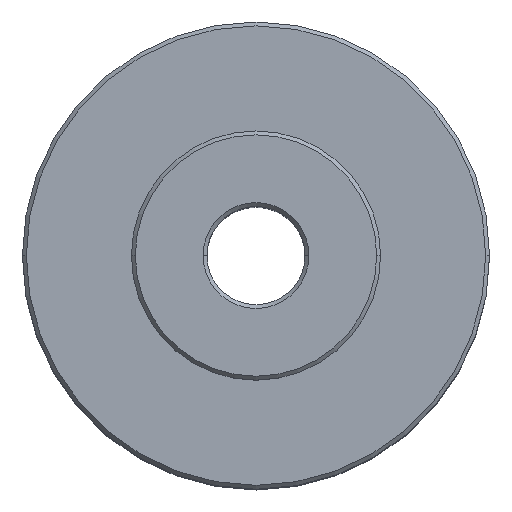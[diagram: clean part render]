
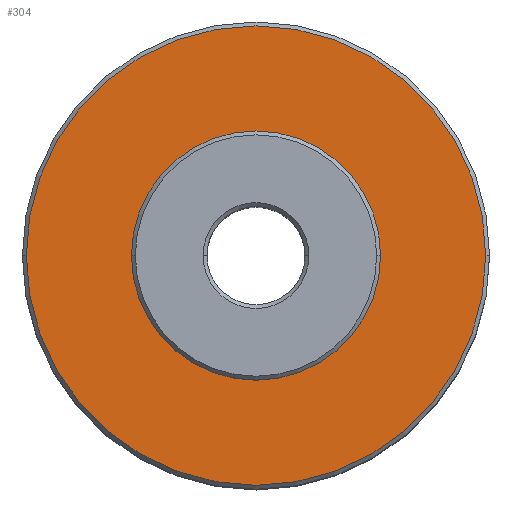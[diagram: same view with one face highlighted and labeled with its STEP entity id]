
A CAD part, top view. The second image highlights one B-rep face of the part: STEP entity #304.
In plain terms, the highlighted planar face has unit normal (0, 0, 1).
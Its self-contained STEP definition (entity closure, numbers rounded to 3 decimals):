
#48 = ORIENTED_EDGE ( 'NONE', *, *, #1548, .F. ) ;
#76 = DIRECTION ( 'NONE',  ( 0., 0., 1. ) ) ;
#120 = ORIENTED_EDGE ( 'NONE', *, *, #2168, .T. ) ;
#198 = CIRCLE ( 'NONE', #3447, 7.375 ) ;
#304 = ADVANCED_FACE ( 'NONE', ( #659, #2119 ), #1826, .T. ) ;
#422 = DIRECTION ( 'NONE',  ( 0., 0., 1. ) ) ;
#613 = VERTEX_POINT ( 'NONE', #1000 ) ;
#659 = FACE_OUTER_BOUND ( 'NONE', #2791, .T. ) ;
#696 = CARTESIAN_POINT ( 'NONE',  ( -1.5, -5.73, 7.438 ) ) ;
#738 = CIRCLE ( 'NONE', #1533, 7.375 ) ;
#768 = CARTESIAN_POINT ( 'NONE',  ( -5.5, -5.73, 7.438 ) ) ;
#826 = CIRCLE ( 'NONE', #1862, 4. ) ;
#932 = CARTESIAN_POINT ( 'NONE',  ( -1.5, -5.73, 7.438 ) ) ;
#950 = DIRECTION ( 'NONE',  ( 1., 0., 0. ) ) ;
#953 = VERTEX_POINT ( 'NONE', #768 ) ;
#962 = DIRECTION ( 'NONE',  ( 1., 0., 0. ) ) ;
#1000 = CARTESIAN_POINT ( 'NONE',  ( 5.875, -5.73, 7.438 ) ) ;
#1030 = ORIENTED_EDGE ( 'NONE', *, *, #2821, .T. ) ;
#1219 = DIRECTION ( 'NONE',  ( 0., 0., 1. ) ) ;
#1249 = DIRECTION ( 'NONE',  ( 1., 0., 0. ) ) ;
#1533 = AXIS2_PLACEMENT_3D ( 'NONE', #2934, #3535, #962 ) ;
#1548 = EDGE_CURVE ( 'NONE', #953, #1969, #826, .T. ) ;
#1765 = CARTESIAN_POINT ( 'NONE',  ( -8.875, -5.73, 7.438 ) ) ;
#1826 = PLANE ( 'NONE',  #2509 ) ;
#1862 = AXIS2_PLACEMENT_3D ( 'NONE', #3422, #2867, #3771 ) ;
#1887 = EDGE_CURVE ( 'NONE', #1969, #953, #2977, .T. ) ;
#1969 = VERTEX_POINT ( 'NONE', #2893 ) ;
#2119 = FACE_BOUND ( 'NONE', #2985, .T. ) ;
#2141 = VERTEX_POINT ( 'NONE', #1765 ) ;
#2168 = EDGE_CURVE ( 'NONE', #613, #2141, #738, .T. ) ;
#2178 = AXIS2_PLACEMENT_3D ( 'NONE', #696, #422, #2499 ) ;
#2499 = DIRECTION ( 'NONE',  ( 1., 0., 0. ) ) ;
#2509 = AXIS2_PLACEMENT_3D ( 'NONE', #2978, #1219, #950 ) ;
#2791 = EDGE_LOOP ( 'NONE', ( #1030, #120 ) ) ;
#2821 = EDGE_CURVE ( 'NONE', #2141, #613, #198, .T. ) ;
#2867 = DIRECTION ( 'NONE',  ( 0., 0., 1. ) ) ;
#2893 = CARTESIAN_POINT ( 'NONE',  ( 2.5, -5.73, 7.438 ) ) ;
#2934 = CARTESIAN_POINT ( 'NONE',  ( -1.5, -5.73, 7.438 ) ) ;
#2977 = CIRCLE ( 'NONE', #2178, 4. ) ;
#2978 = CARTESIAN_POINT ( 'NONE',  ( -1.5, -5.73, 7.438 ) ) ;
#2985 = EDGE_LOOP ( 'NONE', ( #48, #3715 ) ) ;
#3422 = CARTESIAN_POINT ( 'NONE',  ( -1.5, -5.73, 7.438 ) ) ;
#3447 = AXIS2_PLACEMENT_3D ( 'NONE', #932, #76, #1249 ) ;
#3535 = DIRECTION ( 'NONE',  ( 0., 0., 1. ) ) ;
#3715 = ORIENTED_EDGE ( 'NONE', *, *, #1887, .F. ) ;
#3771 = DIRECTION ( 'NONE',  ( 1., 0., 0. ) ) ;
